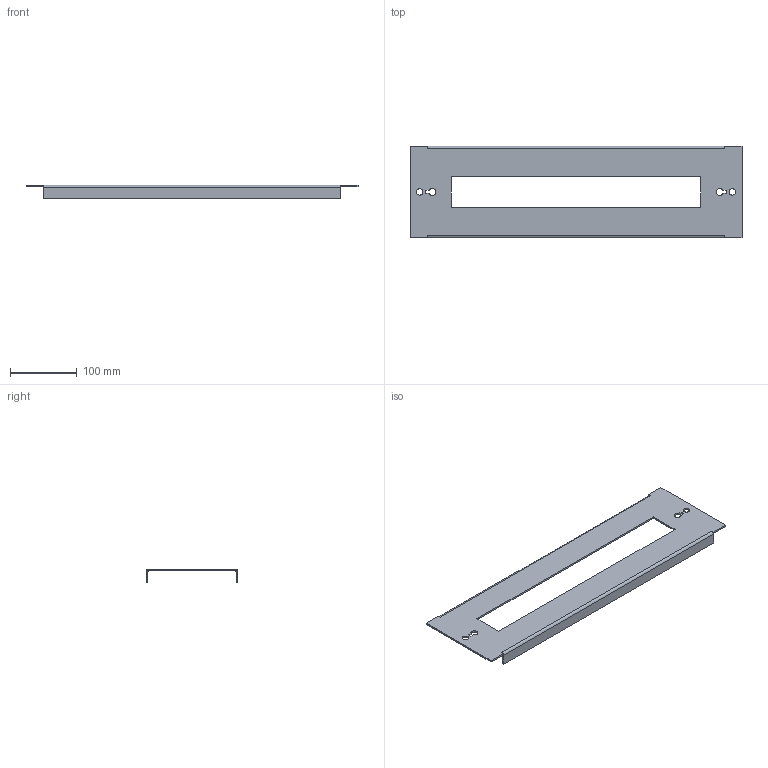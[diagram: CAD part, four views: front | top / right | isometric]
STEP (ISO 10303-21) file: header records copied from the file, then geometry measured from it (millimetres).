
FILE_DESCRIPTION (( 'STEP AP214' ), '1' );
FILE_NAME ('c_il061203-h_3d.stp', '2022-05-10T09:14:42', ( '' ), ( '' ), 'SwSTEP 2.0', 'SolidWorks 2021', '' );
FILE_SCHEMA (( 'AUTOMOTIVE_DESIGN' ));
Length unit declared in the file: millimetre
Products named in the file (1): c_il061203-h_3d
Bounding box: 497.5 x 137.5 x 20 mm (x, y, z)
Volume: 163935.1 mm3; surface area: 136976.6 mm2
Topology: 1 solids, 1 shells, 47 faces, 123 edges, 78 vertices
Faces by surface type: plane 36, cylinder 11
Entity records: 1624 total; most frequent: CARTESIAN_POINT 249, ORIENTED_EDGE 246, DIRECTION 245, EDGE_CURVE 123, LINE 97, VECTOR 97, VERTEX_POINT 78, AXIS2_PLACEMENT_3D 74
